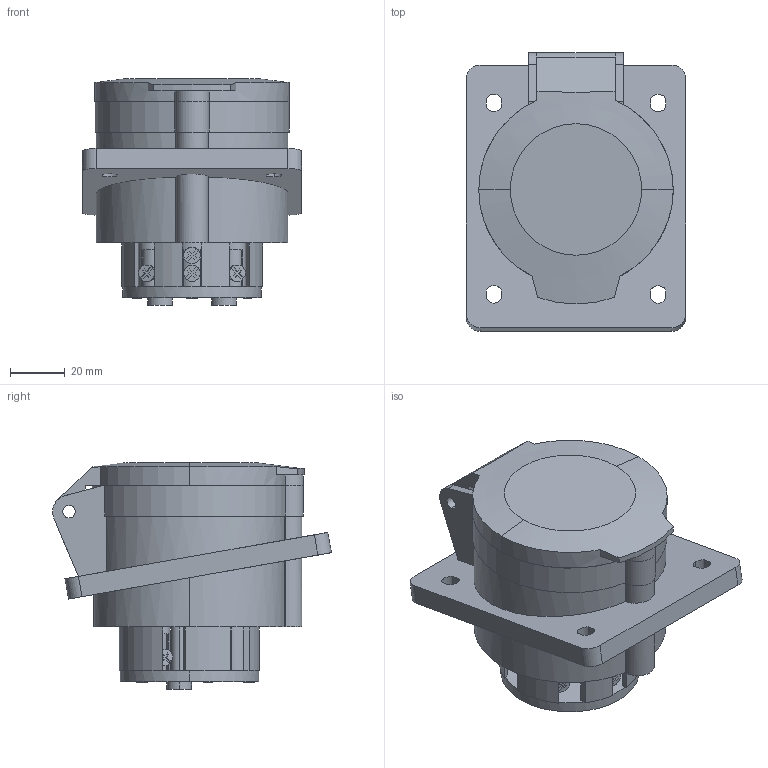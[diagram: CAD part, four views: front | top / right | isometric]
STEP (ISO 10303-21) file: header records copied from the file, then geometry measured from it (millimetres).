
FILE_DESCRIPTION (( 'STEP AP214' ), '1' );
FILE_NAME ('PSR42-032-5 Ðîçåòêà 425 ñêðûòàÿ 3Ð+Å+N 32À 380Â IP44 ÈÝÊ.STEP', '2017-03-21T12:21:55', ( '' ), ( '' ), 'SwSTEP 2.0', 'SolidWorks 2014', '' );
FILE_SCHEMA (( 'AUTOMOTIVE_DESIGN' ));
Length unit declared in the file: millimetre
Products named in the file (1): PSR42-032-5 Ðîçåòêà 425 ñêðûòàÿ 3Ð+Å+N 32À 380Â IP44 ÈÝÊ
Bounding box: 80 x 101.75 x 82.8 mm (x, y, z)
Volume: 205915.2 mm3; surface area: 77487.1 mm2
Topology: 8 solids, 8 shells, 496 faces, 1304 edges, 865 vertices
Faces by surface type: plane 274, cylinder 173, bspline 37, cone 12
Entity records: 17571 total; most frequent: CARTESIAN_POINT 5066, ORIENTED_EDGE 2608, DIRECTION 2508, EDGE_CURVE 1304, VERTEX_POINT 865, AXIS2_PLACEMENT_3D 856, VECTOR 796, LINE 796
